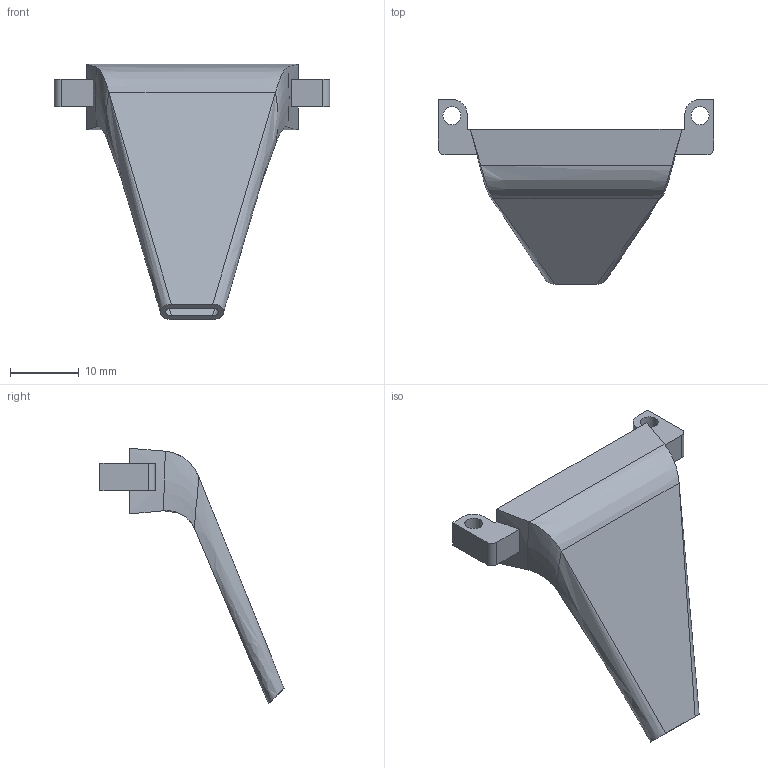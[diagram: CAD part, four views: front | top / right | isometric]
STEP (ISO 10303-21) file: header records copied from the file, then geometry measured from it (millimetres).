
FILE_DESCRIPTION(('FreeCAD Model'),'2;1');
FILE_NAME('Open CASCADE Shape Model','2022-01-12T21:15:44',('Author'),( ''),'Open CASCADE STEP processor 7.5','FreeCAD','Unknown');
FILE_SCHEMA(('AUTOMOTIVE_DESIGN { 1 0 10303 214 1 1 1 1 }'));
Length unit declared in the file: millimetre
Products named in the file (1): blow.pipe.4040.10
Bounding box: 39.99 x 26.7 x 37.06 mm (x, y, z)
Volume: 1404.6 mm3; surface area: 4085.3 mm2
Topology: 1 solids, 1 shells, 56 faces, 140 edges, 88 vertices
Faces by surface type: plane 34, bspline 16, cylinder 6
Full cylindrical faces by diameter (mm): 2.6 x2
Entity records: 5110 total; most frequent: CARTESIAN_POINT 2583, DIRECTION 346, ORIENTED_EDGE 280, PCURVE 280, DEFINITIONAL_REPRESENTATION 280, LINE 234, VECTOR 234, B_SPLINE_CURVE_WITH_KNOTS 162
